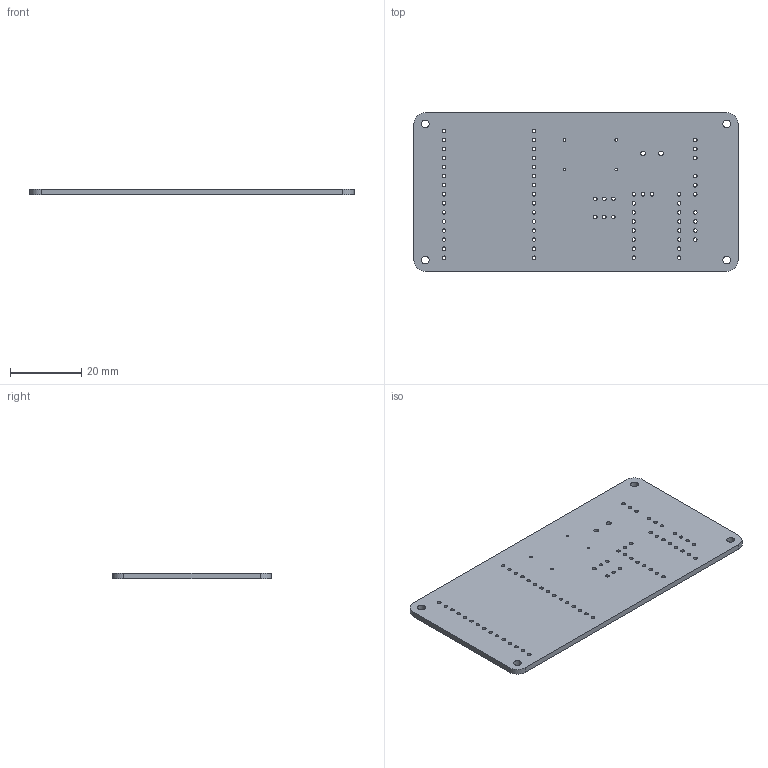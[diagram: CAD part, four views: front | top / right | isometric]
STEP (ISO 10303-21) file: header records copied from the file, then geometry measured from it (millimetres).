
FILE_DESCRIPTION(('KiCad electronic assembly'),'2;1');
FILE_NAME('curtain_call_v2.step','2024-05-25T14:19:05',('Pcbnew'),( 'Kicad'),'Open CASCADE STEP processor 7.6','KiCad to STEP converter' ,'Unknown');
FILE_SCHEMA(('AUTOMOTIVE_DESIGN { 1 0 10303 214 1 1 1 1 }'));
Length unit declared in the file: millimetre
Products named in the file (2): curtain_call_v2 1; curtain_call_v2 PCB
Assembly tree (1 placements, depth 2):
  curtain_call_v2 1
    curtain_call_v2 PCB
Bounding box: 90.81 x 44.45 x 1.6 mm (x, y, z)
Volume: 6332.2 mm3; surface area: 8733.8 mm2
Topology: 1 solids, 1 shells, 84 faces, 246 edges, 164 vertices
Faces by surface type: cylinder 78, plane 6
Full cylindrical faces by diameter (mm): 0.762 x4, 1 x64, 1.32 x2, 2.2 x4
Entity records: 6427 total; most frequent: DIRECTION 1066, CARTESIAN_POINT 988, ORIENTED_EDGE 492, PCURVE 492, DEFINITIONAL_REPRESENTATION 492, LINE 426, VECTOR 426, CIRCLE 312
